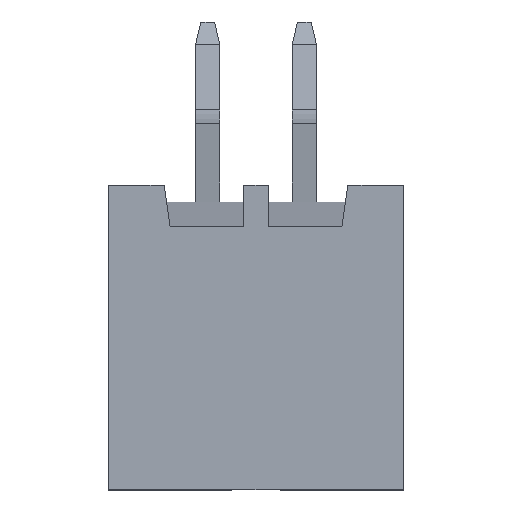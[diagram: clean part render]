
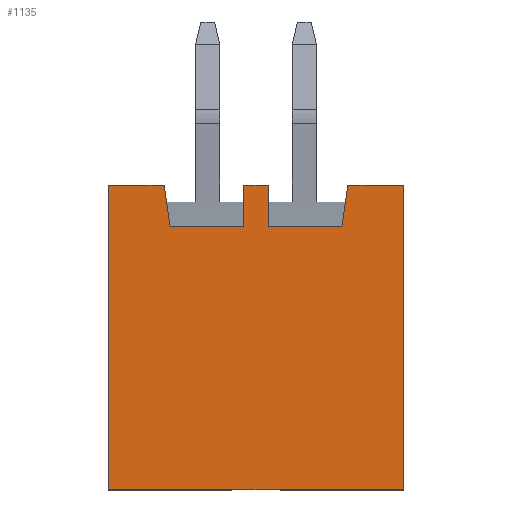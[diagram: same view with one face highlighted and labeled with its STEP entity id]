
A CAD part, top view. The second image highlights one B-rep face of the part: STEP entity #1135.
In plain terms, the highlighted planar face has unit normal (0, 0, 1).
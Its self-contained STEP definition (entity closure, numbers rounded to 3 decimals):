
#35 = ORIENTED_EDGE ( 'NONE', *, *, #2480, .T. ) ;
#39 = CARTESIAN_POINT ( 'NONE',  ( 9.95, 3.15, 4.7 ) ) ;
#56 = ORIENTED_EDGE ( 'NONE', *, *, #172, .T. ) ;
#69 = VERTEX_POINT ( 'NONE', #2199 ) ;
#75 = EDGE_CURVE ( 'NONE', #2309, #2745, #1541, .T. ) ;
#119 = VERTEX_POINT ( 'NONE', #822 ) ;
#123 = CARTESIAN_POINT ( 'NONE',  ( 16.05, 3.15, 4.7 ) ) ;
#137 = VECTOR ( 'NONE', #714, 1000. ) ;
#151 = CARTESIAN_POINT ( 'NONE',  ( 13.25, 3.15, 4.7 ) ) ;
#172 = EDGE_CURVE ( 'NONE', #2875, #119, #583, .T. ) ;
#242 = DIRECTION ( 'NONE',  ( -0.141, -0.99, 0. ) ) ;
#269 = CARTESIAN_POINT ( 'NONE',  ( 0., 0., 4.7 ) ) ;
#281 = LINE ( 'NONE', #1935, #2168 ) ;
#293 = CARTESIAN_POINT ( 'NONE',  ( 12.75, 3.15, 4.7 ) ) ;
#325 = CARTESIAN_POINT ( 'NONE',  ( -16.05, -3.15, 4.7 ) ) ;
#326 = DIRECTION ( 'NONE',  ( 1., 0., 0. ) ) ;
#390 = DIRECTION ( 'NONE',  ( -1., 0., 0. ) ) ;
#455 = EDGE_CURVE ( 'NONE', #119, #1706, #1272, .T. ) ;
#532 = ORIENTED_EDGE ( 'NONE', *, *, #1880, .T. ) ;
#583 = LINE ( 'NONE', #325, #1288 ) ;
#601 = CARTESIAN_POINT ( 'NONE',  ( 16.05, 3.15, 4.7 ) ) ;
#614 = DIRECTION ( 'NONE',  ( 1., 0., 0. ) ) ;
#620 = VECTOR ( 'NONE', #641, 1000. ) ;
#628 = CARTESIAN_POINT ( 'NONE',  ( 11.221, 2.3, 4.7 ) ) ;
#641 = DIRECTION ( 'NONE',  ( -1., 0., 0. ) ) ;
#651 = EDGE_CURVE ( 'NONE', #1019, #2359, #2814, .T. ) ;
#714 = DIRECTION ( 'NONE',  ( 0., -1., 0. ) ) ;
#760 = PLANE ( 'NONE',  #1725 ) ;
#787 = CARTESIAN_POINT ( 'NONE',  ( 12.75, 2.3, 4.7 ) ) ;
#806 = DIRECTION ( 'NONE',  ( 0., -1., 0. ) ) ;
#822 = CARTESIAN_POINT ( 'NONE',  ( 16.05, -3.15, 4.7 ) ) ;
#826 = CARTESIAN_POINT ( 'NONE',  ( 14.779, 2.3, 4.7 ) ) ;
#874 = EDGE_CURVE ( 'NONE', #2359, #1457, #1299, .T. ) ;
#881 = LINE ( 'NONE', #2762, #1278 ) ;
#928 = CARTESIAN_POINT ( 'NONE',  ( 14.9, 3.15, 4.7 ) ) ;
#959 = ORIENTED_EDGE ( 'NONE', *, *, #2631, .T. ) ;
#981 = DIRECTION ( 'NONE',  ( 0., -1., 0. ) ) ;
#1019 = VERTEX_POINT ( 'NONE', #928 ) ;
#1052 = CARTESIAN_POINT ( 'NONE',  ( 14.779, 2.3, 4.7 ) ) ;
#1061 = VECTOR ( 'NONE', #2790, 1000. ) ;
#1092 = LINE ( 'NONE', #601, #2535 ) ;
#1135 = ADVANCED_FACE ( 'NONE', ( #2153 ), #760, .T. ) ;
#1215 = EDGE_CURVE ( 'NONE', #69, #2886, #281, .T. ) ;
#1247 = ORIENTED_EDGE ( 'NONE', *, *, #1693, .T. ) ;
#1253 = VECTOR ( 'NONE', #2911, 1000. ) ;
#1272 = LINE ( 'NONE', #1868, #1731 ) ;
#1278 = VECTOR ( 'NONE', #2746, 1000. ) ;
#1287 = ORIENTED_EDGE ( 'NONE', *, *, #75, .T. ) ;
#1288 = VECTOR ( 'NONE', #614, 1000. ) ;
#1299 = LINE ( 'NONE', #826, #1253 ) ;
#1390 = ORIENTED_EDGE ( 'NONE', *, *, #874, .T. ) ;
#1457 = VERTEX_POINT ( 'NONE', #2544 ) ;
#1524 = CARTESIAN_POINT ( 'NONE',  ( 12.75, 2.8, 4.7 ) ) ;
#1541 = LINE ( 'NONE', #1524, #2222 ) ;
#1585 = LINE ( 'NONE', #2806, #137 ) ;
#1598 = ORIENTED_EDGE ( 'NONE', *, *, #1932, .F. ) ;
#1678 = DIRECTION ( 'NONE',  ( 0., 0., 1. ) ) ;
#1693 = EDGE_CURVE ( 'NONE', #2748, #2309, #2196, .T. ) ;
#1706 = VERTEX_POINT ( 'NONE', #123 ) ;
#1725 = AXIS2_PLACEMENT_3D ( 'NONE', #269, #1678, #326 ) ;
#1731 = VECTOR ( 'NONE', #2351, 1000. ) ;
#1868 = CARTESIAN_POINT ( 'NONE',  ( 16.05, -3.15, 4.7 ) ) ;
#1880 = EDGE_CURVE ( 'NONE', #69, #2213, #881, .T. ) ;
#1932 = EDGE_CURVE ( 'NONE', #2748, #1457, #2831, .T. ) ;
#1935 = CARTESIAN_POINT ( 'NONE',  ( 11.319, 1.617, 4.7 ) ) ;
#1943 = ORIENTED_EDGE ( 'NONE', *, *, #2934, .T. ) ;
#2101 = VECTOR ( 'NONE', #242, 1000. ) ;
#2153 = FACE_OUTER_BOUND ( 'NONE', #2490, .T. ) ;
#2156 = VECTOR ( 'NONE', #981, 1000. ) ;
#2168 = VECTOR ( 'NONE', #2876, 1000. ) ;
#2196 = LINE ( 'NONE', #151, #620 ) ;
#2199 = CARTESIAN_POINT ( 'NONE',  ( 11.1, 3.15, 4.7 ) ) ;
#2213 = VERTEX_POINT ( 'NONE', #39 ) ;
#2215 = LINE ( 'NONE', #1052, #1061 ) ;
#2222 = VECTOR ( 'NONE', #806, 1000. ) ;
#2309 = VERTEX_POINT ( 'NONE', #293 ) ;
#2338 = CARTESIAN_POINT ( 'NONE',  ( 13.25, 3.15, 4.7 ) ) ;
#2351 = DIRECTION ( 'NONE',  ( 0., 1., 0. ) ) ;
#2359 = VERTEX_POINT ( 'NONE', #2893 ) ;
#2367 = CARTESIAN_POINT ( 'NONE',  ( 14.9, 3.15, 4.7 ) ) ;
#2448 = CARTESIAN_POINT ( 'NONE',  ( 9.95, -3.15, 4.7 ) ) ;
#2480 = EDGE_CURVE ( 'NONE', #1706, #1019, #1092, .T. ) ;
#2490 = EDGE_LOOP ( 'NONE', ( #1390, #1598, #1247, #1287, #1943, #2578, #532, #959, #56, #2787, #35, #2912 ) ) ;
#2535 = VECTOR ( 'NONE', #390, 1000. ) ;
#2544 = CARTESIAN_POINT ( 'NONE',  ( 13.25, 2.3, 4.7 ) ) ;
#2578 = ORIENTED_EDGE ( 'NONE', *, *, #1215, .F. ) ;
#2631 = EDGE_CURVE ( 'NONE', #2213, #2875, #1585, .T. ) ;
#2745 = VERTEX_POINT ( 'NONE', #787 ) ;
#2746 = DIRECTION ( 'NONE',  ( -1., 0., 0. ) ) ;
#2748 = VERTEX_POINT ( 'NONE', #2863 ) ;
#2762 = CARTESIAN_POINT ( 'NONE',  ( 11.35, 3.15, 4.7 ) ) ;
#2787 = ORIENTED_EDGE ( 'NONE', *, *, #455, .T. ) ;
#2790 = DIRECTION ( 'NONE',  ( -1., 0., 0. ) ) ;
#2806 = CARTESIAN_POINT ( 'NONE',  ( 9.95, 3.15, 4.7 ) ) ;
#2814 = LINE ( 'NONE', #2367, #2101 ) ;
#2831 = LINE ( 'NONE', #2338, #2156 ) ;
#2863 = CARTESIAN_POINT ( 'NONE',  ( 13.25, 3.15, 4.7 ) ) ;
#2875 = VERTEX_POINT ( 'NONE', #2448 ) ;
#2876 = DIRECTION ( 'NONE',  ( 0.141, -0.99, 0. ) ) ;
#2886 = VERTEX_POINT ( 'NONE', #628 ) ;
#2893 = CARTESIAN_POINT ( 'NONE',  ( 14.779, 2.3, 4.7 ) ) ;
#2911 = DIRECTION ( 'NONE',  ( -1., 0., 0. ) ) ;
#2912 = ORIENTED_EDGE ( 'NONE', *, *, #651, .T. ) ;
#2934 = EDGE_CURVE ( 'NONE', #2745, #2886, #2215, .T. ) ;
